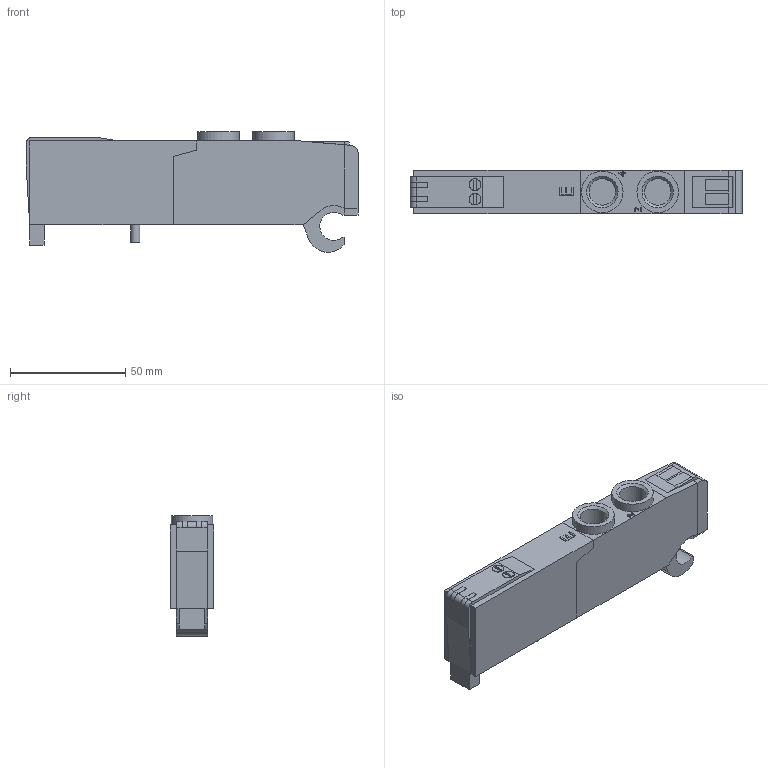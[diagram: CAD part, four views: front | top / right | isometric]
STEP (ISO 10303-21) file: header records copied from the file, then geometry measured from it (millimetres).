
FILE_DESCRIPTION((''),'2;1');
FILE_NAME('2531_53_31_35_02.stp','2009-04-16T15:37:44',('brembcl1'),(''),'Autodesk Inventor 2009','Autodesk Inventor 2009','');
FILE_SCHEMA(('AUTOMOTIVE_DESIGN { 1 0 10303 214 1 1 1 1 }'));
Length unit declared in the file: millimetre
Products named in the file (1): 2531_53_31_35_02
Bounding box: 143.8 x 18.8 x 52.22 mm (x, y, z)
Volume: 98368.7 mm3; surface area: 19241.1 mm2
Topology: 1 solids, 1 shells, 139 faces, 356 edges, 230 vertices
Faces by surface type: plane 102, bspline 23, cylinder 14
Full cylindrical faces by diameter (mm): 4 x1, 5 x2, 18 x2
Entity records: 4407 total; most frequent: CARTESIAN_POINT 966, ORIENTED_EDGE 694, DIRECTION 601, EDGE_CURVE 347, VECTOR 283, LINE 283, VERTEX_POINT 230, AXIS2_PLACEMENT_3D 159
